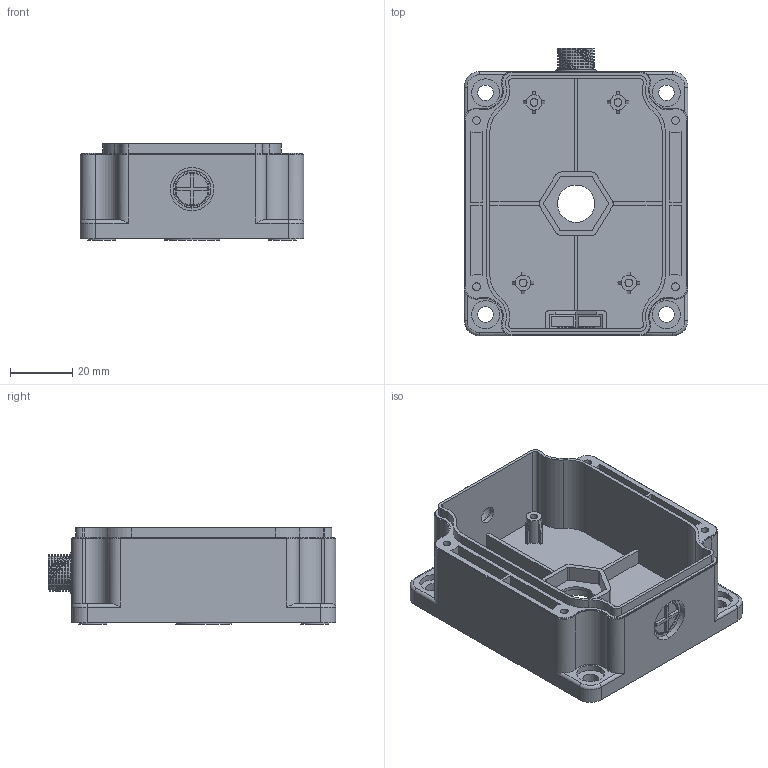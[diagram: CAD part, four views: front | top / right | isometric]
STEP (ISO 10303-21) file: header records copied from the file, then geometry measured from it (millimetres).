
FILE_DESCRIPTION (( 'STEP AP214' ), '1' );
FILE_NAME ('vohop.STEP', '2020-08-29T04:22:01', ( '' ), ( '' ), 'SwSTEP 2.0', 'SolidWorks 2019', '' );
FILE_SCHEMA (( 'AUTOMOTIVE_DESIGN' ));
Length unit declared in the file: millimetre
Products named in the file (1): vohop
Bounding box: 72 x 92.5 x 31 mm (x, y, z)
Volume: 48238.3 mm3; surface area: 38248.6 mm2
Topology: 2 solids, 2 shells, 432 faces, 1155 edges, 762 vertices
Faces by surface type: cylinder 213, plane 181, cone 20, torus 15, bspline 3
Entity records: 15086 total; most frequent: CARTESIAN_POINT 3983, DIRECTION 2380, ORIENTED_EDGE 2310, EDGE_CURVE 1155, AXIS2_PLACEMENT_3D 881, VERTEX_POINT 762, LINE 618, VECTOR 618
